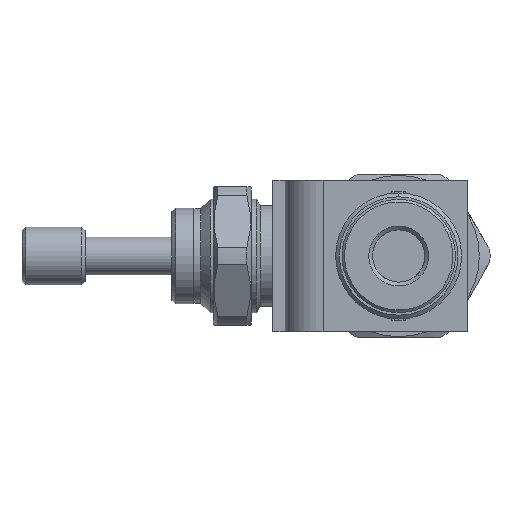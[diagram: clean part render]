
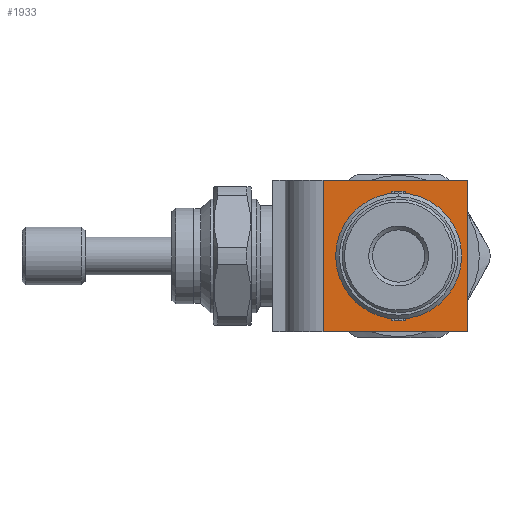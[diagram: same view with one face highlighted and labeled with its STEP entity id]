
A CAD part, left-side view. The second image highlights one B-rep face of the part: STEP entity #1933.
In plain terms, the highlighted planar face has unit normal (-1, 0, 0).
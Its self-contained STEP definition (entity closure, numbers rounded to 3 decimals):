
#229 = VERTEX_POINT ( 'NONE', #7260 ) ;
#231 = VERTEX_POINT ( 'NONE', #7258 ) ;
#233 = VERTEX_POINT ( 'NONE', #7256 ) ;
#234 = VERTEX_POINT ( 'NONE', #7255 ) ;
#621 = ORIENTED_EDGE ( 'NONE', *, *, #5913, .F. ) ;
#622 = ORIENTED_EDGE ( 'NONE', *, *, #1053, .F. ) ;
#711 = EDGE_LOOP ( 'NONE', ( #5158, #5160, #5159, #5161 ) ) ;
#712 = EDGE_LOOP ( 'NONE', ( #622, #621 ) ) ;
#1053 = EDGE_CURVE ( 'NONE', #1438, #1437, #6771, .T. ) ;
#1437 = VERTEX_POINT ( 'NONE', #4842 ) ;
#1438 = VERTEX_POINT ( 'NONE', #4843 ) ;
#1933 = ADVANCED_FACE ( 'NONE', ( #3689, #3690 ), #2984, .F. ) ;
#2194 = CIRCLE ( 'NONE', #2199, 5. ) ;
#2199 = AXIS2_PLACEMENT_3D ( 'NONE', #6191, #6192, #6193 ) ;
#2242 = VECTOR ( 'NONE', #6293, 1000. ) ;
#2278 = VECTOR ( 'NONE', #6379, 1000. ) ;
#2279 = VECTOR ( 'NONE', #6381, 1000. ) ;
#2280 = VECTOR ( 'NONE', #6383, 1000. ) ;
#2551 = CARTESIAN_POINT ( 'NONE',  ( -9., 5.5, 0. ) ) ;
#2552 = DIRECTION ( 'NONE',  ( -1., 0., 0. ) ) ;
#2553 = DIRECTION ( 'NONE',  ( 0., 1., 0. ) ) ;
#2984 = PLANE ( 'NONE',  #6630 ) ;
#2985 = CARTESIAN_POINT ( 'NONE',  ( -9., 11.5, 6. ) ) ;
#2986 = DIRECTION ( 'NONE',  ( 1., 0., 0. ) ) ;
#2987 = DIRECTION ( 'NONE',  ( 0., 1., 0. ) ) ;
#3689 = FACE_OUTER_BOUND ( 'NONE', #711, .T. ) ;
#3690 = FACE_BOUND ( 'NONE', #712, .T. ) ;
#3858 = LINE ( 'NONE', #6292, #2242 ) ;
#3874 = LINE ( 'NONE', #6378, #2278 ) ;
#3875 = LINE ( 'NONE', #6380, #2279 ) ;
#3876 = LINE ( 'NONE', #6382, #2280 ) ;
#4842 = CARTESIAN_POINT ( 'NONE',  ( -9., 5.5, -5. ) ) ;
#4843 = CARTESIAN_POINT ( 'NONE',  ( -9., 5.5, 5. ) ) ;
#5158 = ORIENTED_EDGE ( 'NONE', *, *, #7371, .T. ) ;
#5159 = ORIENTED_EDGE ( 'NONE', *, *, #7370, .F. ) ;
#5160 = ORIENTED_EDGE ( 'NONE', *, *, #7372, .F. ) ;
#5161 = ORIENTED_EDGE ( 'NONE', *, *, #6007, .T. ) ;
#5913 = EDGE_CURVE ( 'NONE', #1437, #1438, #2194, .T. ) ;
#6007 = EDGE_CURVE ( 'NONE', #231, #229, #3858, .T. ) ;
#6191 = CARTESIAN_POINT ( 'NONE',  ( -9., 5.5, 0. ) ) ;
#6192 = DIRECTION ( 'NONE',  ( -1., 0., 0. ) ) ;
#6193 = DIRECTION ( 'NONE',  ( 0., 1., 0. ) ) ;
#6292 = CARTESIAN_POINT ( 'NONE',  ( -9., 11.5, 6. ) ) ;
#6293 = DIRECTION ( 'NONE',  ( 0., 0., -1. ) ) ;
#6378 = CARTESIAN_POINT ( 'NONE',  ( -9., 11.5, 6. ) ) ;
#6379 = DIRECTION ( 'NONE',  ( 0., -1., 0. ) ) ;
#6380 = CARTESIAN_POINT ( 'NONE',  ( -9., 11.5, -6. ) ) ;
#6381 = DIRECTION ( 'NONE',  ( 0., -1., 0. ) ) ;
#6382 = CARTESIAN_POINT ( 'NONE',  ( -9., 0., 6. ) ) ;
#6383 = DIRECTION ( 'NONE',  ( 0., 0., -1. ) ) ;
#6630 = AXIS2_PLACEMENT_3D ( 'NONE', #2985, #2986, #2987 ) ;
#6771 = CIRCLE ( 'NONE', #6773, 5. ) ;
#6773 = AXIS2_PLACEMENT_3D ( 'NONE', #2551, #2552, #2553 ) ;
#7255 = CARTESIAN_POINT ( 'NONE',  ( -9., 0., 6. ) ) ;
#7256 = CARTESIAN_POINT ( 'NONE',  ( -9., 0., -6. ) ) ;
#7258 = CARTESIAN_POINT ( 'NONE',  ( -9., 11.5, 6. ) ) ;
#7260 = CARTESIAN_POINT ( 'NONE',  ( -9., 11.5, -6. ) ) ;
#7370 = EDGE_CURVE ( 'NONE', #231, #234, #3874, .T. ) ;
#7371 = EDGE_CURVE ( 'NONE', #229, #233, #3875, .T. ) ;
#7372 = EDGE_CURVE ( 'NONE', #234, #233, #3876, .T. ) ;
